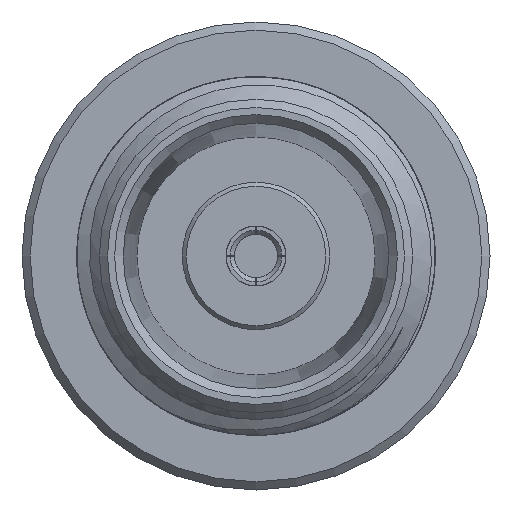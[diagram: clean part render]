
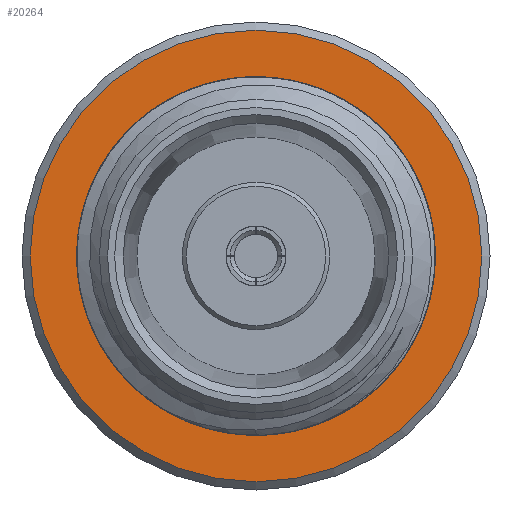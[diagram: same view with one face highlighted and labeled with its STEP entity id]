
A CAD part, left-side view. The second image highlights one B-rep face of the part: STEP entity #20264.
In plain terms, the highlighted planar face has unit normal (-1, 0, 0).
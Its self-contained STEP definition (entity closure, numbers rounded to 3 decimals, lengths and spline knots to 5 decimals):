
#355 = DIRECTION ( 'NONE',  ( 0., 0., 1. ) ) ;
#1079 = FACE_OUTER_BOUND ( 'NONE', #16235, .T. ) ;
#1441 = CARTESIAN_POINT ( 'NONE',  ( 0.52992, 0., 0.27543 ) ) ;
#4233 = DIRECTION ( 'NONE',  ( 0., 0., -1. ) ) ;
#4437 = CARTESIAN_POINT ( 'NONE',  ( 0.52992, 0., -0.19109 ) ) ;
#6590 = ORIENTED_EDGE ( 'NONE', *, *, #23151, .T. ) ;
#10316 = PLANE ( 'NONE',  #30905 ) ;
#10842 = DIRECTION ( 'NONE',  ( -1., 0., 0. ) ) ;
#12722 = ORIENTED_EDGE ( 'NONE', *, *, #13376, .T. ) ;
#12775 = DIRECTION ( 'NONE',  ( -1., 0., 0. ) ) ;
#13184 = DIRECTION ( 'NONE',  ( 0., 0., 1. ) ) ;
#13376 = EDGE_CURVE ( 'NONE', #31090, #31090, #23283, .T. ) ;
#13748 = CARTESIAN_POINT ( 'NONE',  ( 0.52992, 0., 0. ) ) ;
#14009 = EDGE_LOOP ( 'NONE', ( #6590 ) ) ;
#14850 = FACE_BOUND ( 'NONE', #14009, .T. ) ;
#16235 = EDGE_LOOP ( 'NONE', ( #12722 ) ) ;
#19632 = AXIS2_PLACEMENT_3D ( 'NONE', #13748, #23590, #4233 ) ;
#20130 = CIRCLE ( 'NONE', #19632, 0.19109 ) ;
#20264 = ADVANCED_FACE ( 'NONE', ( #1079, #14850 ), #10316, .T. ) ;
#22290 = CARTESIAN_POINT ( 'NONE',  ( 0.52992, 0.19109, 0. ) ) ;
#23050 = VERTEX_POINT ( 'NONE', #4437 ) ;
#23151 = EDGE_CURVE ( 'NONE', #23050, #23050, #20130, .T. ) ;
#23283 = CIRCLE ( 'NONE', #26708, 0.27543 ) ;
#23590 = DIRECTION ( 'NONE',  ( 1., 0., 0. ) ) ;
#26708 = AXIS2_PLACEMENT_3D ( 'NONE', #27849, #10842, #13184 ) ;
#27849 = CARTESIAN_POINT ( 'NONE',  ( 0.52992, 0., 0. ) ) ;
#30905 = AXIS2_PLACEMENT_3D ( 'NONE', #22290, #12775, #355 ) ;
#31090 = VERTEX_POINT ( 'NONE', #1441 ) ;
